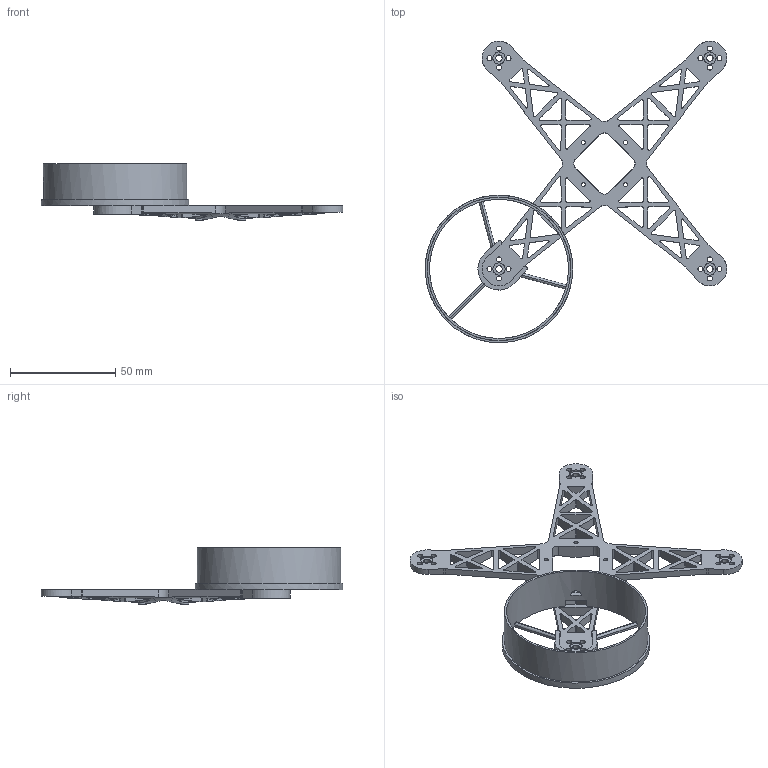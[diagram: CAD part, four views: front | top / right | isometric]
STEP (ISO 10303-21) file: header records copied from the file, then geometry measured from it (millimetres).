
FILE_DESCRIPTION(/* description */ (''),/* implementation_level */ '2;1');
FILE_NAME(/* name */ 'MonoBlockFrame v99.step',/* time_stamp */ '2019-12-30T10:57:18-05:00',/* author */ (''),/* organization */ (''),/* preprocessor_version */ 'ST-DEVELOPER v18',/* originating_system */ 'Autodesk Translation Framework v8.12.0.6',/* authorisation */ '');
FILE_SCHEMA (('AUTOMOTIVE_DESIGN { 1 0 10303 214 3 1 1 }'));
Length unit declared in the file: millimetre
Products named in the file (1): MonoBlockFrame
Bounding box: 142.97 x 142.98 x 26.96 mm (x, y, z)
Volume: 19148.8 mm3; surface area: 25132.5 mm2
Topology: 2 solids, 2 shells, 362 faces, 1068 edges, 712 vertices
Faces by surface type: plane 183, cylinder 163, bspline 16
Full cylindrical faces by diameter (mm): 2 x4, 2.4 x16, 3 x4, 4 x4, 5 x8, 5.8 x4, 66 x1, 68 x1, 70 x1
Entity records: 16524 total; most frequent: CARTESIAN_POINT 6993, ORIENTED_EDGE 2124, DIRECTION 1714, EDGE_CURVE 1062, VERTEX_POINT 709, AXIS2_PLACEMENT_3D 592, LINE 530, VECTOR 530
